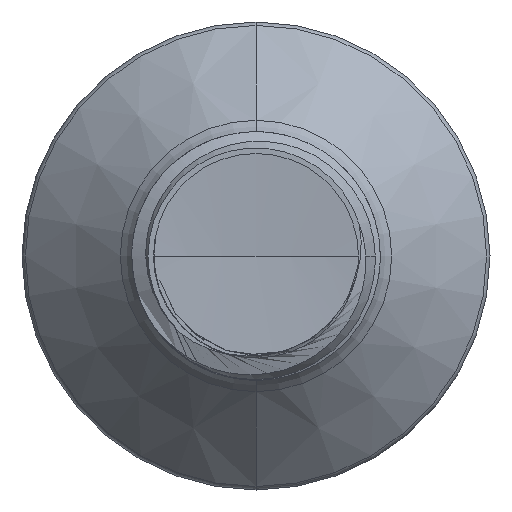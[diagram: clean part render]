
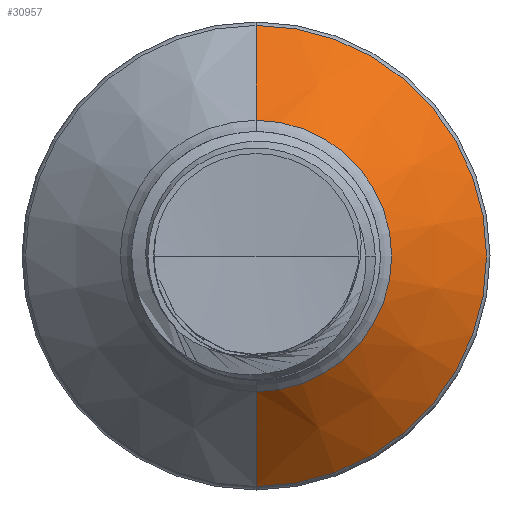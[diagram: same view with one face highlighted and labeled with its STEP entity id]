
A CAD part, front view. The second image highlights one B-rep face of the part: STEP entity #30957.
In plain terms, the highlighted conical face has half-angle 45 degrees and reference radius 3.276 mm.
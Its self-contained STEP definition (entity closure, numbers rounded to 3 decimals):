
#586 = ORIENTED_EDGE ( 'NONE', *, *, #609, .T. ) ;
#609 = EDGE_CURVE ( 'NONE', #10768, #1803, #8015, .T. ) ;
#1371 = CARTESIAN_POINT ( 'NONE',  ( 0., 28.607, 0. ) ) ;
#1803 = VERTEX_POINT ( 'NONE', #31864 ) ;
#2267 = CIRCLE ( 'NONE', #23083, 5.567 ) ;
#2622 = CONICAL_SURFACE ( 'NONE', #23127, 3.276, 0.785 ) ;
#3306 = DIRECTION ( 'NONE',  ( 0., 0., 1. ) ) ;
#3518 = FACE_OUTER_BOUND ( 'NONE', #32410, .T. ) ;
#4295 = EDGE_CURVE ( 'NONE', #34002, #20917, #20063, .T. ) ;
#4326 = DIRECTION ( 'NONE',  ( 0., 0., 1. ) ) ;
#5660 = DIRECTION ( 'NONE',  ( 0., 1., 0. ) ) ;
#7269 = CARTESIAN_POINT ( 'NONE',  ( 0., 28.607, 3.276 ) ) ;
#8015 = LINE ( 'NONE', #9047, #22789 ) ;
#9047 = CARTESIAN_POINT ( 'NONE',  ( 0., 28.607, -3.276 ) ) ;
#9836 = CARTESIAN_POINT ( 'NONE',  ( 0., 30.899, 5.567 ) ) ;
#10768 = VERTEX_POINT ( 'NONE', #24321 ) ;
#12313 = ORIENTED_EDGE ( 'NONE', *, *, #4295, .F. ) ;
#19142 = DIRECTION ( 'NONE',  ( 0., 0.707, 0.707 ) ) ;
#19276 = ORIENTED_EDGE ( 'NONE', *, *, #19963, .T. ) ;
#19963 = EDGE_CURVE ( 'NONE', #34002, #10768, #31715, .T. ) ;
#20063 = LINE ( 'NONE', #7269, #34143 ) ;
#20917 = VERTEX_POINT ( 'NONE', #9836 ) ;
#22114 = DIRECTION ( 'NONE',  ( 0., 1., 0. ) ) ;
#22789 = VECTOR ( 'NONE', #28943, 1000. ) ;
#23083 = AXIS2_PLACEMENT_3D ( 'NONE', #23354, #5660, #26161 ) ;
#23127 = AXIS2_PLACEMENT_3D ( 'NONE', #26636, #31816, #3306 ) ;
#23354 = CARTESIAN_POINT ( 'NONE',  ( 0., 30.899, 0. ) ) ;
#23595 = EDGE_CURVE ( 'NONE', #20917, #1803, #2267, .T. ) ;
#23942 = AXIS2_PLACEMENT_3D ( 'NONE', #1371, #22114, #4326 ) ;
#24321 = CARTESIAN_POINT ( 'NONE',  ( 0., 28.607, -3.276 ) ) ;
#26161 = DIRECTION ( 'NONE',  ( 0., 0., 1. ) ) ;
#26636 = CARTESIAN_POINT ( 'NONE',  ( 0., 28.607, 0. ) ) ;
#28538 = ORIENTED_EDGE ( 'NONE', *, *, #23595, .F. ) ;
#28943 = DIRECTION ( 'NONE',  ( 0., 0.707, -0.707 ) ) ;
#30957 = ADVANCED_FACE ( 'NONE', ( #3518 ), #2622, .T. ) ;
#31715 = CIRCLE ( 'NONE', #23942, 3.276 ) ;
#31816 = DIRECTION ( 'NONE',  ( 0., 1., 0. ) ) ;
#31864 = CARTESIAN_POINT ( 'NONE',  ( 0., 30.899, -5.567 ) ) ;
#32410 = EDGE_LOOP ( 'NONE', ( #19276, #586, #28538, #12313 ) ) ;
#33377 = CARTESIAN_POINT ( 'NONE',  ( 0., 28.607, 3.276 ) ) ;
#34002 = VERTEX_POINT ( 'NONE', #33377 ) ;
#34143 = VECTOR ( 'NONE', #19142, 1000. ) ;
